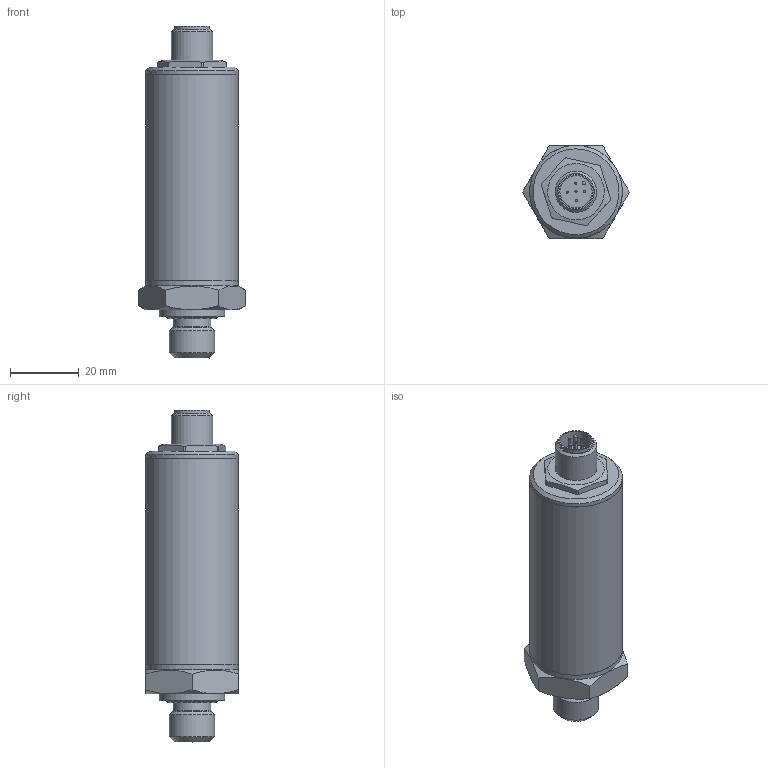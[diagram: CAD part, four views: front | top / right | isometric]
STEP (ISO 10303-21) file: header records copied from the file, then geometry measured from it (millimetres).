
FILE_DESCRIPTION(('STEP AP214'), '1');
FILE_NAME('ﾏﾄ100ﾈ-RS', '', ('UNSPECIFIED'), ('UNSPECIFIED'), 'ASCON STEP Converter 1.6', 'ASCON Math Kernel', '');
FILE_SCHEMA(('AUTOMOTIVE_DESIGN { 1 0 10303 214 3 1 1}'));
Length unit declared in the file: millimetre
Products named in the file (8): ﾏﾄ100ﾈ-RS; 7; 8; 9; 3; 013-016-19 襞旂 9833; 弝謹.713541.430.2174
Assembly tree (7 placements, depth 3):
  ﾏﾄ100ﾈ-RS
    (unnamed)
      7
      8
      9
    3
    013-016-19 襞旂 9833
    弝謹.713541.430.2174
Bounding box: 31.18 x 27 x 96.7 mm (x, y, z)
Volume: 16490.9 mm3; surface area: 17203.7 mm2
Topology: 6 solids, 7 shells, 154 faces, 342 edges, 210 vertices
Faces by surface type: cylinder 54, plane 51, cone 28, torus 15, sphere 6
Full cylindrical faces by diameter (mm): 0.6 x5, 1 x1, 1.55 x5, 4 x1, 9.4 x1, 10 x1, 11 x2, 12 x1, 13.158 x1, 13.8 x1, 14 x1, 15 x1, 15.9 x1, 16 x1, 16.1 x1, 18 x1, 19 x2, 19.3 x1, 21 x1, 23 x1, 25 x4, 26.9 x1, 27 x2
Entity records: 7015 total; most frequent: CARTESIAN_POINT 2231, DIRECTION 672, ORIENTED_EDGE 520, AXIS2_PLACEMENT_3D 313, EDGE_CURVE 260, EDGE_LOOP 252, VERTEX_POINT 208, COLOUR_RGB 163
